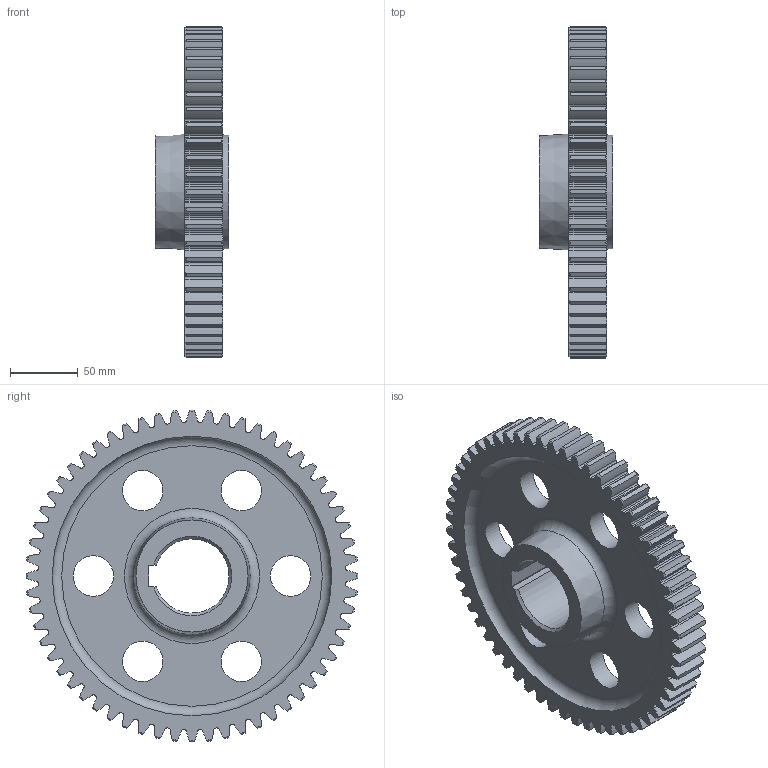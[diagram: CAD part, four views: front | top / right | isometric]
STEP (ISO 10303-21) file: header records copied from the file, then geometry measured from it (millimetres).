
FILE_DESCRIPTION(('STEP AP203'), '1');
FILE_NAME('Test file header', '2013-04-23T08:20:35', ('Default Math Test author'), ('Default Math Test organization'), 'ASCON STEP Converter 1.3', 'ASCON Math Kernel', 'Default Math Test authization');
FILE_SCHEMA(('CONFIG_CONTROL_DESIGN'));
Length unit declared in the file: millimetre
Products named in the file (1): 1
Bounding box: 54.5 x 245.86 x 245.86 mm (x, y, z)
Volume: 820791.7 mm3; surface area: 147927.6 mm2
Topology: 1 solids, 1 shells, 626 faces, 1858 edges, 1238 vertices
Faces by surface type: cylinder 369, plane 129, cone 124, torus 4
Full cylindrical faces by diameter (mm): 30 x6
Entity records: 23374 total; most frequent: CARTESIAN_POINT 6143, DIRECTION 3742, ORIENTED_EDGE 3716, EDGE_CURVE 1858, AXIS2_PLACEMENT_3D 1501, VERTEX_POINT 1238, CIRCLE 874, LINE 740
